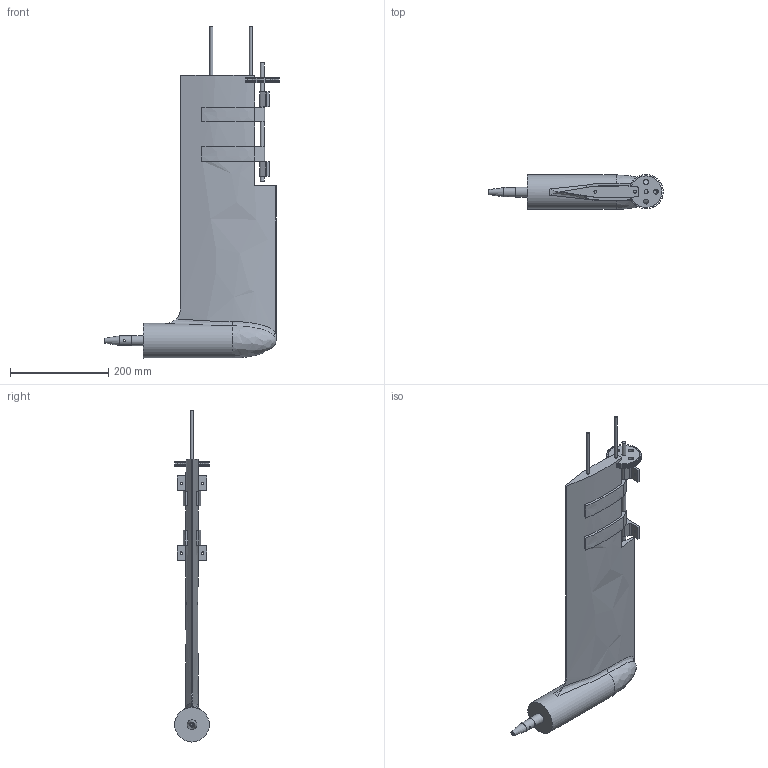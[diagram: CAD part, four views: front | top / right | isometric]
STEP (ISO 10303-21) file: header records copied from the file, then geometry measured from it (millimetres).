
FILE_DESCRIPTION(/* description */ (''),/* implementation_level */ '2;1');
FILE_NAME(/* name */ '4482ced0-ea2e-4d7f-998e-3ea8f7def124.stp',/* time_stamp */ '2020-07-21T07:59:50+00:00',/* author */ (''),/* organization */ (''),/* preprocessor_version */ 'ST-DEVELOPER v18.1',/* originating_system */ 'Autodesk Translation Framework v9.3.0.1241',/* authorisation */ '');
FILE_SCHEMA (('AUTOMOTIVE_DESIGN { 1 0 10303 214 3 1 1 }'));
Length unit declared in the file: metre
Products named in the file (1): Motor
Bounding box: 354.95 x 70.3 x 675.15 mm (x, y, z)
Volume: 2697925.7 mm3; surface area: 286060.8 mm2
Topology: 1 solids, 1 shells, 235 faces, 671 edges, 444 vertices
Faces by surface type: plane 153, cylinder 65, bspline 13, cone 3, torus 1
Full cylindrical faces by diameter (mm): 4 x1, 5 x5, 6 x2, 8 x6, 10 x3, 19.5 x1, 20 x1, 70.3 x1
Entity records: 8905 total; most frequent: CARTESIAN_POINT 2720, ORIENTED_EDGE 1334, DIRECTION 1189, EDGE_CURVE 667, LINE 469, VECTOR 469, VERTEX_POINT 444, AXIS2_PLACEMENT_3D 360
